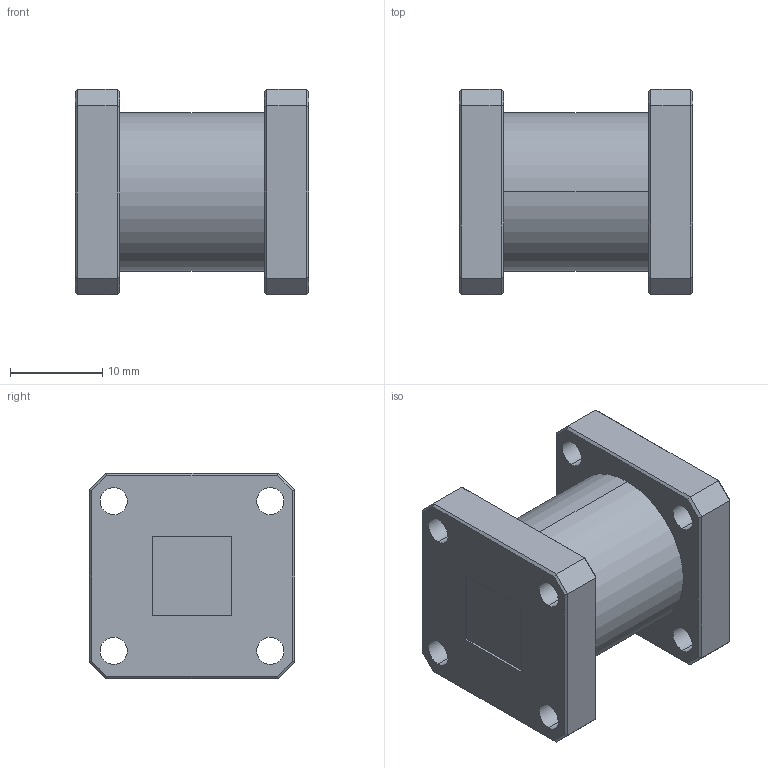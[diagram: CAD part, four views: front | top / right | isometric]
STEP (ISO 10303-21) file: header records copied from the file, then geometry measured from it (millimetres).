
FILE_DESCRIPTION (( 'STEP AP203' ), '1' );
FILE_NAME ('WT-3SC-340-396-C-1.0.STEP', '2023-11-03T21:55:34', ( '' ), ( '' ), 'SwSTEP 2.0', 'SolidWorks 2021', '' );
FILE_SCHEMA (( 'CONFIG_CONTROL_DESIGN' ));
Length unit declared in the file: inch
Products named in the file (1): WT-3SC-340-396-C-1.0
Bounding box: 25.4 x 22.35 x 22.35 mm (x, y, z)
Volume: 8137.7 mm3; surface area: 3395.8 mm2
Topology: 1 solids, 1 shells, 80 faces, 190 edges, 116 vertices
Faces by surface type: plane 54, cylinder 18, bspline 8
Entity records: 2649 total; most frequent: CARTESIAN_POINT 707, ORIENTED_EDGE 380, DIRECTION 368, EDGE_CURVE 190, VECTOR 142, LINE 142, VERTEX_POINT 116, AXIS2_PLACEMENT_3D 113
